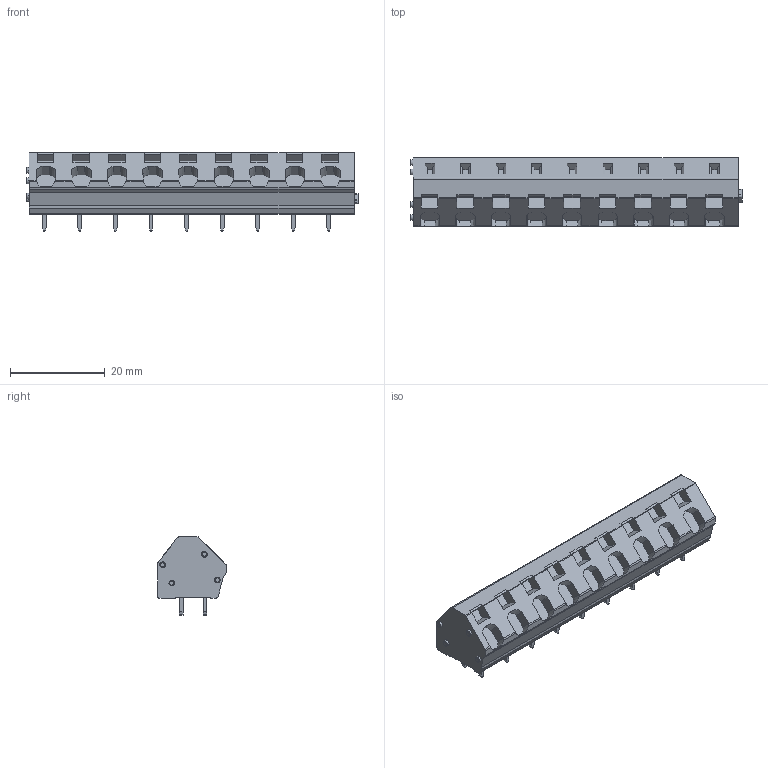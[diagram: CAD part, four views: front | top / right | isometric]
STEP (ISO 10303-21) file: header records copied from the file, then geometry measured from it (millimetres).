
FILE_DESCRIPTION(('CATIA V5 STEP','CAx-IF Rec.Pracs.--- Model Styling and Organization---1.2---2011-12-15'),'2;1');
FILE_NAME ('D1460233_0', '2018-09-08T12:52:12+00:00', ('none'), ('Weidmueller'), 'CATIA Version 5-6 Release 2014', 'CATIA V5 STEP AP214', 'none');
FILE_SCHEMA(('AUTOMOTIVE_DESIGN { 1 0 10303 214 1 1 1 1 }'));
Length unit declared in the file: millimetre
Products named in the file (1): 1952640000
Bounding box: 70 x 14.5 x 16.48 mm (x, y, z)
Volume: 9399.8 mm3; surface area: 4674.1 mm2
Topology: 19 solids, 19 shells, 591 faces, 1598 edges, 1066 vertices
Faces by surface type: plane 419, cylinder 118, cone 54
Entity records: 17541 total; most frequent: CARTESIAN_POINT 3786, ORIENTED_EDGE 3196, DIRECTION 2196, EDGE_CURVE 1598, VERTEX_POINT 1066, VECTOR 1054, LINE 1054, AXIS2_PLACEMENT_3D 723
